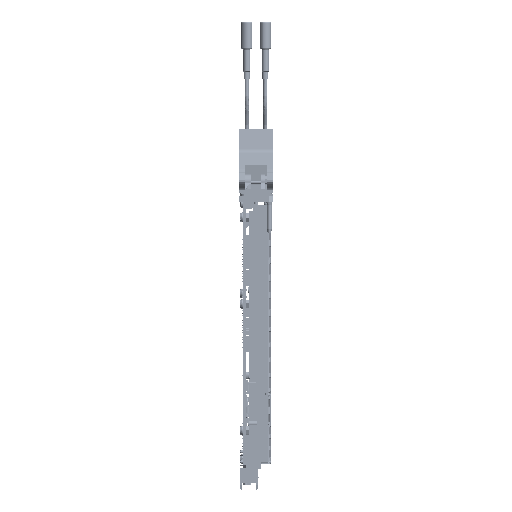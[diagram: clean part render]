
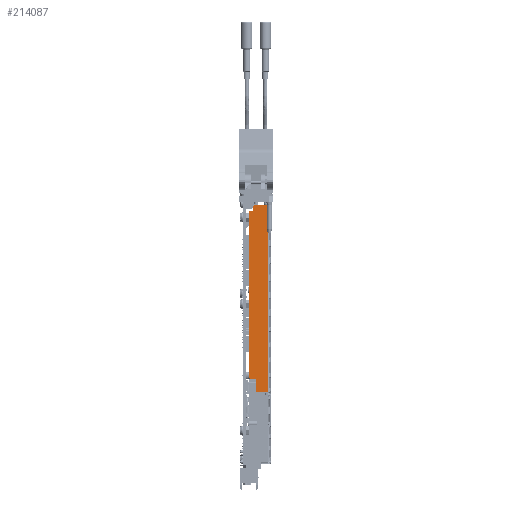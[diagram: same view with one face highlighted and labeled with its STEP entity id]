
A CAD part, front view. The second image highlights one B-rep face of the part: STEP entity #214087.
In plain terms, the highlighted planar face has unit normal (0, -1, 0).
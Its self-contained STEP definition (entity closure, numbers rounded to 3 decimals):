
#15596 = CARTESIAN_POINT ( 'NONE',  ( -30.073, -46.78, 5.23 ) ) ;
#16004 = CARTESIAN_POINT ( 'NONE',  ( -38.837, -46.78, 2.63 ) ) ;
#16051 = CARTESIAN_POINT ( 'NONE',  ( -37.337, -46.78, -98.652 ) ) ;
#16480 = CARTESIAN_POINT ( 'NONE',  ( -41.337, -46.78, 0.63 ) ) ;
#17384 = CARTESIAN_POINT ( 'NONE',  ( -36.337, -46.78, -105.652 ) ) ;
#17870 = CARTESIAN_POINT ( 'NONE',  ( -38.337, -46.78, -97.652 ) ) ;
#17902 = CARTESIAN_POINT ( 'NONE',  ( -39.837, -46.78, 1.63 ) ) ;
#18821 = CARTESIAN_POINT ( 'NONE',  ( -41.337, -46.78, -96.652 ) ) ;
#18861 = CARTESIAN_POINT ( 'NONE',  ( -30.073, -46.78, -105.652 ) ) ;
#19194 = CARTESIAN_POINT ( 'NONE',  ( -37.837, -46.78, 5.23 ) ) ;
#20723 = CARTESIAN_POINT ( 'NONE',  ( -38.837, -46.78, 4.23 ) ) ;
#20885 = VERTEX_POINT ( 'NONE', #205687 ) ;
#21067 = VERTEX_POINT ( 'NONE', #205850 ) ;
#21366 = VERTEX_POINT ( 'NONE', #206132 ) ;
#49894 = EDGE_CURVE ( 'NONE', #20885, #126570, #179645, .T. ) ;
#49903 = EDGE_CURVE ( 'NONE', #20885, #127569, #179659, .T. ) ;
#49906 = EDGE_CURVE ( 'NONE', #127569, #126192, #179676, .T. ) ;
#49921 = EDGE_CURVE ( 'NONE', #126192, #128951, #179700, .T. ) ;
#49930 = EDGE_CURVE ( 'NONE', #128281, #128951, #179724, .T. ) ;
#49936 = EDGE_CURVE ( 'NONE', #128281, #125424, #179731, .T. ) ;
#49962 = EDGE_CURVE ( 'NONE', #128073, #126570, #179806, .T. ) ;
#49971 = EDGE_CURVE ( 'NONE', #128073, #21067, #179835, .T. ) ;
#49989 = EDGE_CURVE ( 'NONE', #127551, #21067, #179873, .T. ) ;
#50000 = EDGE_CURVE ( 'NONE', #127551, #126253, #179923, .T. ) ;
#50018 = EDGE_CURVE ( 'NONE', #21366, #126253, #179960, .T. ) ;
#50041 = EDGE_CURVE ( 'NONE', #21366, #127191, #168282, .T. ) ;
#50067 = EDGE_CURVE ( 'NONE', #127191, #128096, #168301, .T. ) ;
#50080 = EDGE_CURVE ( 'NONE', #125424, #128096, #168340, .T. ) ;
#76807 = EDGE_LOOP ( 'NONE', ( #251679, #251680, #251681, #251682, #251683, #251684, #251685, #251686, #251687, #251688, #251689, #251690, #251691, #251692 ) ) ;
#97146 = PLANE ( 'NONE',  #139227 ) ;
#97166 = CARTESIAN_POINT ( 'NONE',  ( -41.337, -46.78, -147.389 ) ) ;
#97169 = DIRECTION ( 'NONE',  ( 0., 1., 0. ) ) ;
#97172 = DIRECTION ( 'NONE',  ( 1., 0., 0. ) ) ;
#125424 = VERTEX_POINT ( 'NONE', #15596 ) ;
#126192 = VERTEX_POINT ( 'NONE', #16004 ) ;
#126253 = VERTEX_POINT ( 'NONE', #16051 ) ;
#126570 = VERTEX_POINT ( 'NONE', #16480 ) ;
#127191 = VERTEX_POINT ( 'NONE', #17384 ) ;
#127551 = VERTEX_POINT ( 'NONE', #17870 ) ;
#127569 = VERTEX_POINT ( 'NONE', #17902 ) ;
#128073 = VERTEX_POINT ( 'NONE', #18821 ) ;
#128096 = VERTEX_POINT ( 'NONE', #18861 ) ;
#128281 = VERTEX_POINT ( 'NONE', #19194 ) ;
#128951 = VERTEX_POINT ( 'NONE', #20723 ) ;
#139227 = AXIS2_PLACEMENT_3D ( 'NONE', #97166, #97169, #97172 ) ;
#168282 = CIRCLE ( 'NONE', #190292, 1. ) ;
#168301 = LINE ( 'NONE', #173490, #168328 ) ;
#168328 = VECTOR ( 'NONE', #173525, 1000. ) ;
#168340 = LINE ( 'NONE', #173613, #168344 ) ;
#168344 = VECTOR ( 'NONE', #173632, 1000. ) ;
#172958 = CARTESIAN_POINT ( 'NONE',  ( -40.337, -46.78, 0.63 ) ) ;
#172959 = DIRECTION ( 'NONE',  ( 0., -1., 0. ) ) ;
#172960 = DIRECTION ( 'NONE',  ( 1., 0., 0. ) ) ;
#172970 = CARTESIAN_POINT ( 'NONE',  ( -39.837, -46.78, 1.63 ) ) ;
#172974 = DIRECTION ( 'NONE',  ( 1., 0., 0. ) ) ;
#172979 = CARTESIAN_POINT ( 'NONE',  ( -39.837, -46.78, 2.63 ) ) ;
#172980 = DIRECTION ( 'NONE',  ( 0., -1., 0. ) ) ;
#172981 = DIRECTION ( 'NONE',  ( 0., 0., 1. ) ) ;
#173013 = CARTESIAN_POINT ( 'NONE',  ( -38.837, -46.78, 5.23 ) ) ;
#173040 = DIRECTION ( 'NONE',  ( 0., 0., 1. ) ) ;
#173067 = CARTESIAN_POINT ( 'NONE',  ( -37.837, -46.78, 4.23 ) ) ;
#173068 = DIRECTION ( 'NONE',  ( 0., -1., 0. ) ) ;
#173069 = DIRECTION ( 'NONE',  ( 1., 0., 0. ) ) ;
#173074 = CARTESIAN_POINT ( 'NONE',  ( -41.337, -46.78, 5.23 ) ) ;
#173078 = DIRECTION ( 'NONE',  ( 1., 0., 0. ) ) ;
#173127 = CARTESIAN_POINT ( 'NONE',  ( -41.337, -46.78, -147.389 ) ) ;
#173149 = DIRECTION ( 'NONE',  ( 0., 0., 1. ) ) ;
#173164 = CARTESIAN_POINT ( 'NONE',  ( -40.337, -46.78, -96.652 ) ) ;
#173165 = DIRECTION ( 'NONE',  ( 0., -1., 0. ) ) ;
#173166 = DIRECTION ( 'NONE',  ( 1., 0., 0. ) ) ;
#173192 = CARTESIAN_POINT ( 'NONE',  ( -37.337, -46.78, -97.652 ) ) ;
#173196 = DIRECTION ( 'NONE',  ( -1., 0., 0. ) ) ;
#173216 = CARTESIAN_POINT ( 'NONE',  ( -38.337, -46.78, -98.652 ) ) ;
#173217 = DIRECTION ( 'NONE',  ( 0., 1., 0. ) ) ;
#173218 = DIRECTION ( 'NONE',  ( 1., 0., 0. ) ) ;
#173244 = CARTESIAN_POINT ( 'NONE',  ( -37.337, -46.78, -105.652 ) ) ;
#173248 = DIRECTION ( 'NONE',  ( 0., 0., 1. ) ) ;
#173343 = CARTESIAN_POINT ( 'NONE',  ( -36.337, -46.78, -104.652 ) ) ;
#173345 = DIRECTION ( 'NONE',  ( 0., -1., 0. ) ) ;
#173347 = DIRECTION ( 'NONE',  ( 1., 0., 0. ) ) ;
#173490 = CARTESIAN_POINT ( 'NONE',  ( -41.337, -46.78, -105.652 ) ) ;
#173525 = DIRECTION ( 'NONE',  ( 1., 0., 0. ) ) ;
#173613 = CARTESIAN_POINT ( 'NONE',  ( -30.073, -46.78, -147.389 ) ) ;
#173632 = DIRECTION ( 'NONE',  ( 0., 0., -1. ) ) ;
#179645 = CIRCLE ( 'NONE', #190041, 1. ) ;
#179659 = LINE ( 'NONE', #172970, #179669 ) ;
#179669 = VECTOR ( 'NONE', #172974, 1000. ) ;
#179676 = CIRCLE ( 'NONE', #190064, 1. ) ;
#179700 = LINE ( 'NONE', #173013, #179706 ) ;
#179706 = VECTOR ( 'NONE', #173040, 1000. ) ;
#179724 = CIRCLE ( 'NONE', #190105, 1. ) ;
#179731 = LINE ( 'NONE', #173074, #179743 ) ;
#179743 = VECTOR ( 'NONE', #173078, 1000. ) ;
#179806 = LINE ( 'NONE', #173127, #179812 ) ;
#179812 = VECTOR ( 'NONE', #173149, 1000. ) ;
#179835 = CIRCLE ( 'NONE', #190169, 1. ) ;
#179873 = LINE ( 'NONE', #173192, #179887 ) ;
#179887 = VECTOR ( 'NONE', #173196, 1000. ) ;
#179923 = CIRCLE ( 'NONE', #190224, 1. ) ;
#179960 = LINE ( 'NONE', #173244, #179970 ) ;
#179970 = VECTOR ( 'NONE', #173248, 1000. ) ;
#190041 = AXIS2_PLACEMENT_3D ( 'NONE', #172958, #172959, #172960 ) ;
#190064 = AXIS2_PLACEMENT_3D ( 'NONE', #172979, #172980, #172981 ) ;
#190105 = AXIS2_PLACEMENT_3D ( 'NONE', #173067, #173068, #173069 ) ;
#190169 = AXIS2_PLACEMENT_3D ( 'NONE', #173164, #173165, #173166 ) ;
#190224 = AXIS2_PLACEMENT_3D ( 'NONE', #173216, #173217, #173218 ) ;
#190292 = AXIS2_PLACEMENT_3D ( 'NONE', #173343, #173345, #173347 ) ;
#205687 = CARTESIAN_POINT ( 'NONE',  ( -40.337, -46.78, 1.63 ) ) ;
#205850 = CARTESIAN_POINT ( 'NONE',  ( -40.337, -46.78, -97.652 ) ) ;
#206132 = CARTESIAN_POINT ( 'NONE',  ( -37.337, -46.78, -104.652 ) ) ;
#214087 = ADVANCED_FACE ( 'NONE', ( #234534 ), #97146, .F. ) ;
#234534 = FACE_OUTER_BOUND ( 'NONE', #76807, .T. ) ;
#251679 = ORIENTED_EDGE ( 'NONE', *, *, #49936, .F. ) ;
#251680 = ORIENTED_EDGE ( 'NONE', *, *, #49930, .T. ) ;
#251681 = ORIENTED_EDGE ( 'NONE', *, *, #49921, .F. ) ;
#251682 = ORIENTED_EDGE ( 'NONE', *, *, #49906, .F. ) ;
#251683 = ORIENTED_EDGE ( 'NONE', *, *, #49903, .F. ) ;
#251684 = ORIENTED_EDGE ( 'NONE', *, *, #49894, .T. ) ;
#251685 = ORIENTED_EDGE ( 'NONE', *, *, #49962, .F. ) ;
#251686 = ORIENTED_EDGE ( 'NONE', *, *, #49971, .T. ) ;
#251687 = ORIENTED_EDGE ( 'NONE', *, *, #49989, .F. ) ;
#251688 = ORIENTED_EDGE ( 'NONE', *, *, #50000, .T. ) ;
#251689 = ORIENTED_EDGE ( 'NONE', *, *, #50018, .F. ) ;
#251690 = ORIENTED_EDGE ( 'NONE', *, *, #50041, .T. ) ;
#251691 = ORIENTED_EDGE ( 'NONE', *, *, #50067, .T. ) ;
#251692 = ORIENTED_EDGE ( 'NONE', *, *, #50080, .F. ) ;
